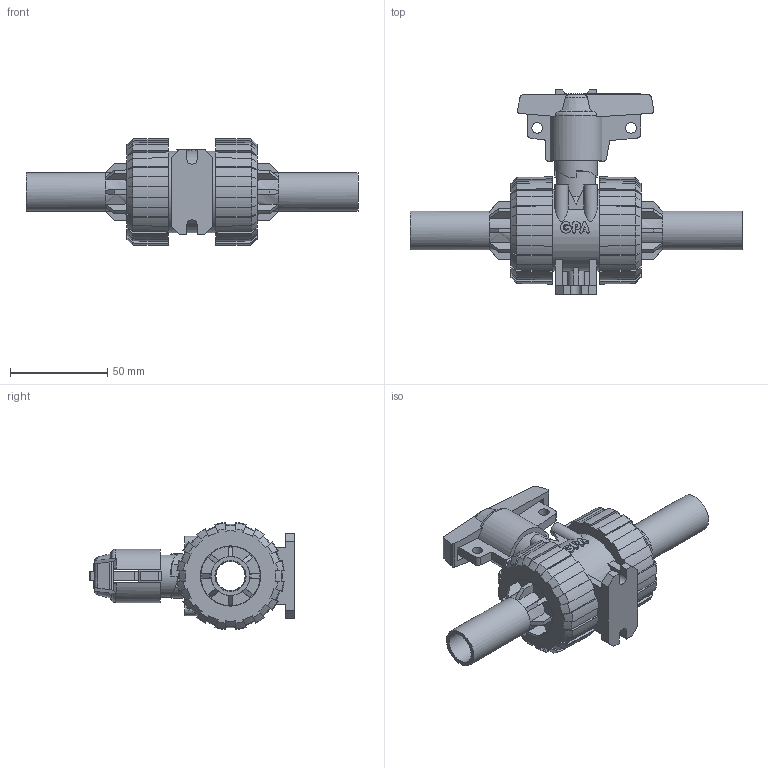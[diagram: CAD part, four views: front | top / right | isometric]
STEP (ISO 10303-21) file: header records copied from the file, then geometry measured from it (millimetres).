
FILE_DESCRIPTION(/* description */ ('PP Ball Valve type M1 with EPDM gasket and long PE SDR11 spigots, Ø20/DN15 , PN10'),/* implementation_level */ '2;1');
FILE_NAME(/* name */ 'M1BEM-E-020',/* time_stamp */ '2021-11-25T13:21:37+01:00',/* author */ ('COAB Solutions'),/* organization */ ('GPA Flowsystem'),/* preprocessor_version */ 'ST-DEVELOPER v18.1',/* originating_system */ 'www.coabsolutions.com',/* authorisation */ 'unknown authorization');
FILE_SCHEMA (('AUTOMOTIVE_DESIGN { 1 0 10303 214 3 1 1 }'));
Length unit declared in the file: millimetre
Products named in the file (1): M1DU-E-020
Bounding box: 171 x 105.67 x 55.24 mm (x, y, z)
Volume: 168359.5 mm3; surface area: 55513 mm2
Topology: 1 solids, 3 shells, 541 faces, 1538 edges, 1013 vertices
Faces by surface type: plane 266, cone 172, cylinder 48, bspline 47, torus 8
Full cylindrical faces by diameter (mm): 5.5 x2, 7 x4, 15 x1, 16 x2, 20 x2, 22 x1, 31 x2, 41.97 x3
Entity records: 20472 total; most frequent: CARTESIAN_POINT 6725, ORIENTED_EDGE 3076, DIRECTION 2503, EDGE_CURVE 1538, VERTEX_POINT 1013, AXIS2_PLACEMENT_3D 945, LINE 613, VECTOR 613
